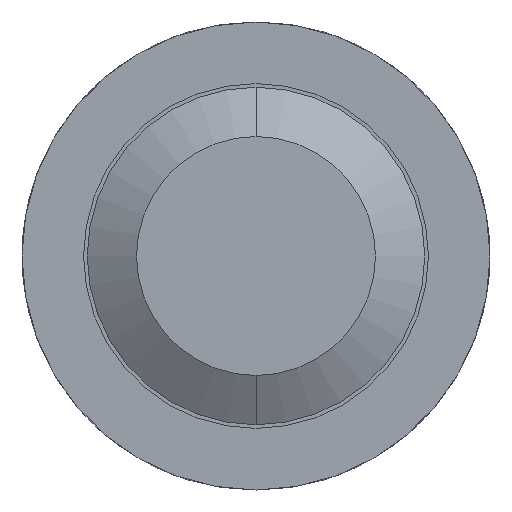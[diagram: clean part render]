
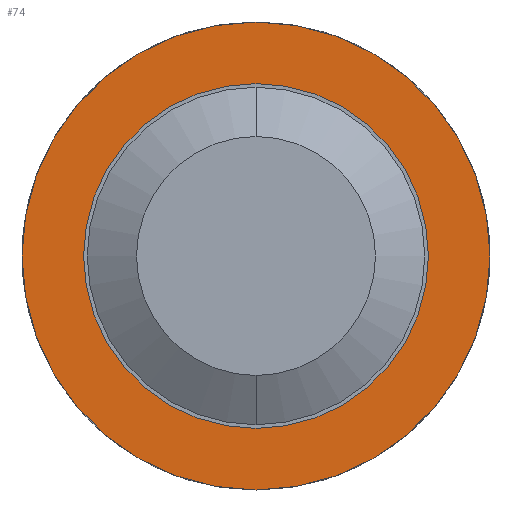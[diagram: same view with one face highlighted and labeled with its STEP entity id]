
A CAD part, front view. The second image highlights one B-rep face of the part: STEP entity #74.
In plain terms, the highlighted planar face has unit normal (0, -1, 0).
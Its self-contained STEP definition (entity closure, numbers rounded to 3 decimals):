
#60 = AXIS2_PLACEMENT_3D ( 'NONE', #312, #288, #2681 ) ;
#62 = CARTESIAN_POINT ( 'NONE',  ( 0., -2.5, 0.95 ) ) ;
#67 = EDGE_CURVE ( 'Defeature ausgef�hrt2_16+Defeature ausgef�hrt2_10+Defeature ausgef�hrt2_10+Defeature ausgef�hrt2_10', #3895, #3806, #953, .T. ) ;
#74 = ADVANCED_FACE ( 'Defeature ausgef�hrt2_16', ( #3863, #1910 ), #3485, .F. ) ;
#288 = DIRECTION ( 'NONE',  ( 0., 1., 0. ) ) ;
#312 = CARTESIAN_POINT ( 'NONE',  ( 0., -2.5, 0. ) ) ;
#368 = CARTESIAN_POINT ( 'NONE',  ( 0., -2.5, -0.95 ) ) ;
#371 = EDGE_LOOP ( 'NONE', ( #825, #2588 ) ) ;
#571 = DIRECTION ( 'NONE',  ( 0., 1., 0. ) ) ;
#825 = ORIENTED_EDGE ( 'NONE', *, *, #2835, .T. ) ;
#915 = DIRECTION ( 'NONE',  ( 0., 0., 1. ) ) ;
#953 = CIRCLE ( 'NONE', #60, 0.685 ) ;
#1302 = DIRECTION ( 'NONE',  ( 0., 1., 0. ) ) ;
#1429 = ORIENTED_EDGE ( 'NONE', *, *, #1562, .F. ) ;
#1431 = DIRECTION ( 'NONE',  ( 0., 0., 1. ) ) ;
#1467 = EDGE_LOOP ( 'NONE', ( #1429, #4469 ) ) ;
#1504 = CIRCLE ( 'NONE', #2989, 0.685 ) ;
#1562 = EDGE_CURVE ( 'Defeature ausgef�hrt2_15+Defeature ausgef�hrt2_16+Defeature ausgef�hrt2_16+Defeature ausgef�hrt2_16', #3008, #3129, #3716, .T. ) ;
#1741 = AXIS2_PLACEMENT_3D ( 'NONE', #1804, #3377, #1431 ) ;
#1804 = CARTESIAN_POINT ( 'NONE',  ( 0.95, -2.5, 0. ) ) ;
#1871 = EDGE_CURVE ( 'Defeature ausgef�hrt2_15+Defeature ausgef�hrt2_16+Defeature ausgef�hrt2_16+Defeature ausgef�hrt2_16', #3129, #3008, #2987, .T. ) ;
#1910 = FACE_BOUND ( 'NONE', #371, .T. ) ;
#2049 = DIRECTION ( 'NONE',  ( 0., 0., 1. ) ) ;
#2447 = CARTESIAN_POINT ( 'NONE',  ( 0., -2.5, 0. ) ) ;
#2588 = ORIENTED_EDGE ( 'NONE', *, *, #67, .T. ) ;
#2681 = DIRECTION ( 'NONE',  ( 0., 0., 1. ) ) ;
#2835 = EDGE_CURVE ( 'Defeature ausgef�hrt2_16+Defeature ausgef�hrt2_10+Defeature ausgef�hrt2_10+Defeature ausgef�hrt2_10', #3806, #3895, #1504, .T. ) ;
#2987 = CIRCLE ( 'NONE', #4846, 0.95 ) ;
#2989 = AXIS2_PLACEMENT_3D ( 'NONE', #2447, #1302, #3315 ) ;
#3008 = VERTEX_POINT ( 'NONE', #62 ) ;
#3129 = VERTEX_POINT ( 'NONE', #368 ) ;
#3315 = DIRECTION ( 'NONE',  ( 0., 0., 1. ) ) ;
#3377 = DIRECTION ( 'NONE',  ( 0., 1., 0. ) ) ;
#3485 = PLANE ( 'NONE',  #1741 ) ;
#3716 = CIRCLE ( 'NONE', #4360, 0.95 ) ;
#3806 = VERTEX_POINT ( 'NONE', #4202 ) ;
#3863 = FACE_OUTER_BOUND ( 'NONE', #1467, .T. ) ;
#3895 = VERTEX_POINT ( 'NONE', #4800 ) ;
#4014 = CARTESIAN_POINT ( 'NONE',  ( 0., -2.5, 0. ) ) ;
#4041 = CARTESIAN_POINT ( 'NONE',  ( 0., -2.5, 0. ) ) ;
#4202 = CARTESIAN_POINT ( 'NONE',  ( 0., -2.5, 0.685 ) ) ;
#4360 = AXIS2_PLACEMENT_3D ( 'NONE', #4041, #571, #2049 ) ;
#4469 = ORIENTED_EDGE ( 'NONE', *, *, #1871, .F. ) ;
#4741 = DIRECTION ( 'NONE',  ( 0., 1., 0. ) ) ;
#4800 = CARTESIAN_POINT ( 'NONE',  ( 0., -2.5, -0.685 ) ) ;
#4846 = AXIS2_PLACEMENT_3D ( 'NONE', #4014, #4741, #915 ) ;
